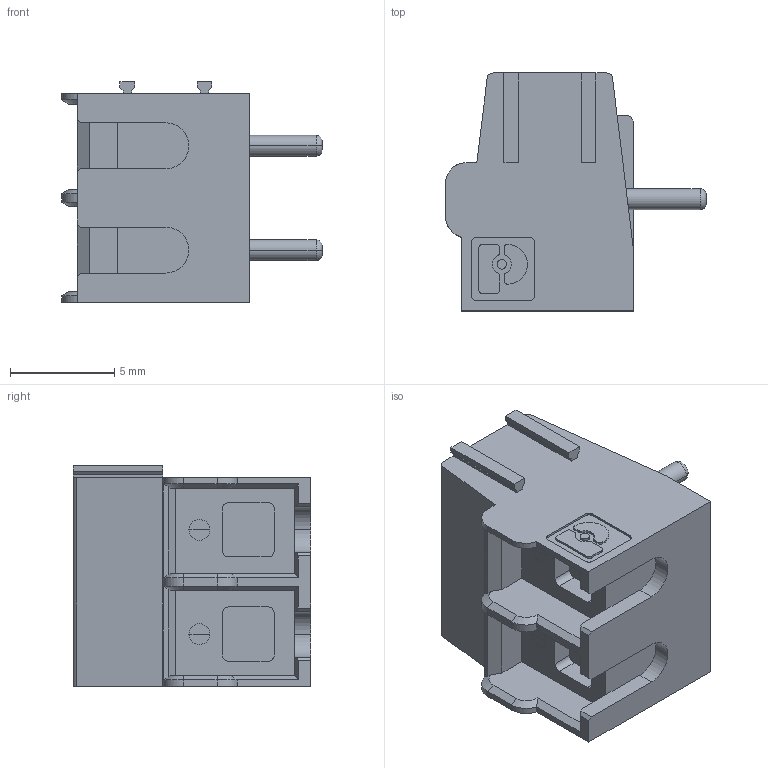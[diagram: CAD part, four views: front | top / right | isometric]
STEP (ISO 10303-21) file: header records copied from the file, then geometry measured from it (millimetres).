
FILE_DESCRIPTION(('STEP AP242'),'1');
FILE_NAME('1935310.stp','2022-03-11T02:38:43',('TraceParts'),('TraceParts S.A.'),'Spatial InterOp 3D',' ',' ');
FILE_SCHEMA(('AP242_MANAGED_MODEL_BASED_3D_ENGINEERING_MIM_LF {1 0 10303 442 1 1 4}'));
Length unit declared in the file: millimetre
Products named in the file (1): 1935310
Bounding box: 12.5 x 11.4 x 10.57 mm (x, y, z)
Volume: 708.1 mm3; surface area: 821.7 mm2
Topology: 1 solids, 1 shells, 232 faces, 618 edges, 404 vertices
Faces by surface type: plane 150, cylinder 62, cone 12, torus 8
Entity records: 9651 total; most frequent: CARTESIAN_POINT 1885, ORIENTED_EDGE 1236, DIRECTION 1223, EDGE_CURVE 618, LINE 423, VECTOR 423, VERTEX_POINT 404, AXIS2_PLACEMENT_3D 400
